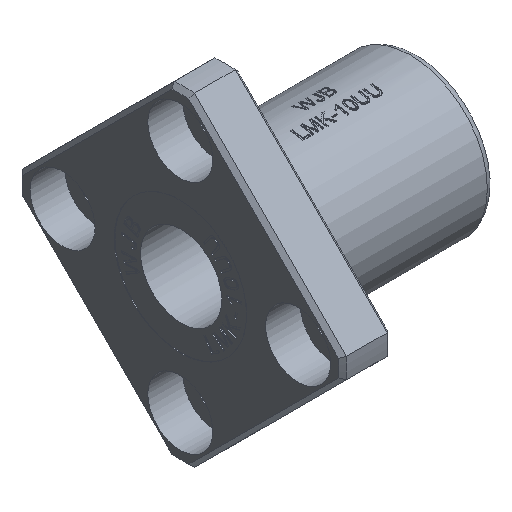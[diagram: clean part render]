
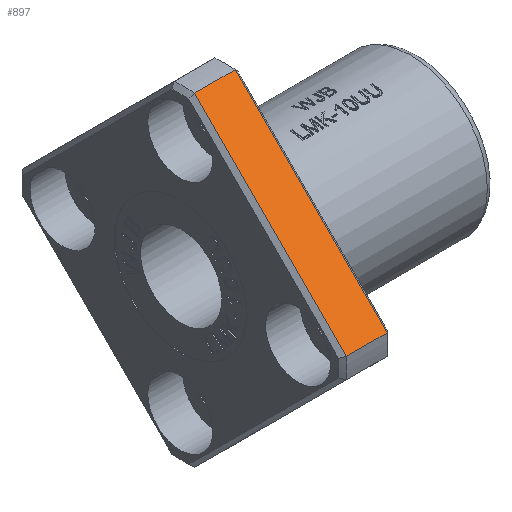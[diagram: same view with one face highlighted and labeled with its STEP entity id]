
A CAD part, isometric view. The second image highlights one B-rep face of the part: STEP entity #897.
In plain terms, the highlighted planar face has unit normal (0, -0.707, 0.707).
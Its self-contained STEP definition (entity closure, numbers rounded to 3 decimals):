
#553=FACE_OUTER_BOUND('',#2672,.T.);
#897=ADVANCED_FACE('',(#553),#1117,.T.);
#1117=PLANE('',#6726);
#1188=LINE('',#8106,#1635);
#1310=LINE('',#9111,#1757);
#1635=VECTOR('',#6759,1.);
#1757=VECTOR('',#6919,1.);
#2672=EDGE_LOOP('',(#4433,#4434,#4435,#4436));
#4433=ORIENTED_EDGE('',*,*,#5088,.F.);
#4434=ORIENTED_EDGE('',*,*,#5942,.F.);
#4435=ORIENTED_EDGE('',*,*,#5296,.F.);
#4436=ORIENTED_EDGE('',*,*,#5943,.T.);
#4480=VERTEX_POINT('',#8105);
#4481=VERTEX_POINT('',#8107);
#4676=VERTEX_POINT('',#9110);
#4677=VERTEX_POINT('',#9112);
#5088=EDGE_CURVE('',#4480,#4481,#1188,.T.);
#5296=EDGE_CURVE('',#4676,#4677,#1310,.T.);
#5942=EDGE_CURVE('',#4677,#4480,#6388,.T.);
#5943=EDGE_CURVE('',#4676,#4481,#6389,.T.);
#6388=B_SPLINE_CURVE_WITH_KNOTS('',3,(#13496,#13497,#13498,#13499),.UNSPECIFIED.,
 .F.,.F.,(4,4),(0.,1.),.UNSPECIFIED.);
#6389=B_SPLINE_CURVE_WITH_KNOTS('',3,(#13500,#13501,#13502,#13503),.UNSPECIFIED.,
 .F.,.F.,(4,4),(0.,1.),.UNSPECIFIED.);
#6726=AXIS2_PLACEMENT_3D('',#13504,#7932,#7933);
#6759=DIRECTION('',(-1.,0.,0.));
#6919=DIRECTION('',(1.,0.,0.));
#7932=DIRECTION('',(0.,-0.707,0.707));
#7933=DIRECTION('',(1.,0.,0.));
#8105=CARTESIAN_POINT('',(5.5,-19.961,1.252));
#8106=CARTESIAN_POINT('',(0.5,-19.961,1.252));
#8107=CARTESIAN_POINT('',(0.5,-19.961,1.252));
#9110=CARTESIAN_POINT('',(0.5,-1.252,19.961));
#9111=CARTESIAN_POINT('',(0.5,-1.252,19.961));
#9112=CARTESIAN_POINT('',(5.5,-1.252,19.961));
#13496=CARTESIAN_POINT('',(5.5,-1.252,19.961));
#13497=CARTESIAN_POINT('',(5.5,-7.489,13.725));
#13498=CARTESIAN_POINT('',(5.5,-13.725,7.489));
#13499=CARTESIAN_POINT('',(5.5,-19.961,1.252));
#13500=CARTESIAN_POINT('',(0.5,-1.252,19.961));
#13501=CARTESIAN_POINT('',(0.5,-7.489,13.725));
#13502=CARTESIAN_POINT('',(0.5,-13.725,7.489));
#13503=CARTESIAN_POINT('',(0.5,-19.961,1.252));
#13504=CARTESIAN_POINT('',(0.5,-19.417,1.796));
